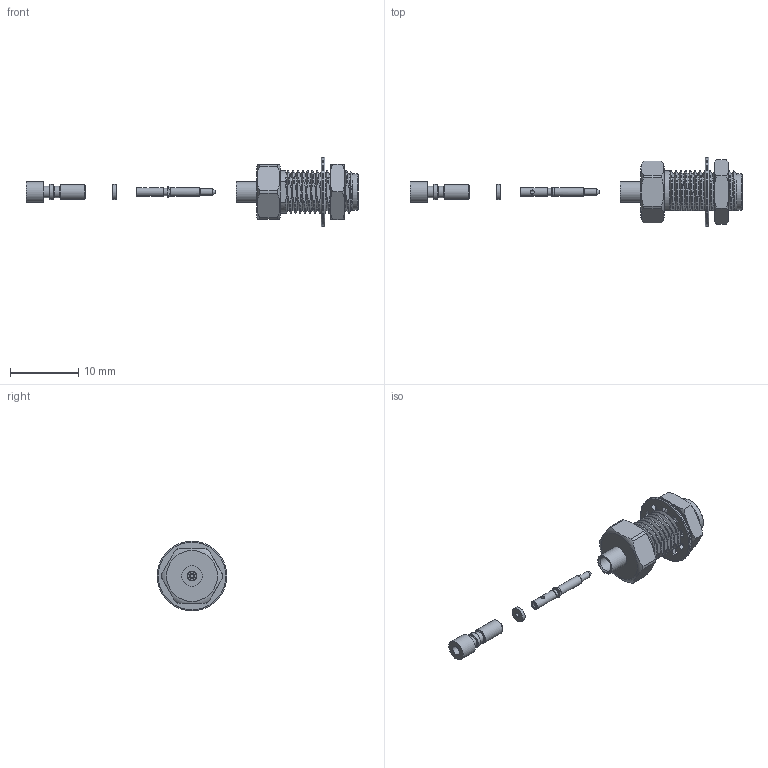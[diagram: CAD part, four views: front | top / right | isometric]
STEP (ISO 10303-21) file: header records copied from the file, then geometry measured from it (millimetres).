
FILE_DESCRIPTION(/* description */ ('Unknown'),/* implementation_level */ '2;1');
FILE_NAME(/* name */ '63026421102220',/* time_stamp */ '2020-07-22T09:09:46+02:00',/* author */ ('Unknown'),/* organization */ ('Unknown'),/* preprocessor_version */ 'ST-DEVELOPER v16.7',/* originating_system */ 'DEX',/* authorisation */ $);
FILE_SCHEMA (('AUTOMOTIVE_DESIGN {1 0 10303 214 3 1 1}'));
Length unit declared in the file: millimetre
Products named in the file (8): 63026421102220; 60326421110420_ConnectorBody; 60326421110420_Insulator; 6032642111xx20_Washer; 60326421102220_Insulator2; 63026421102x20_CenterPin; 60326421102220_Ferrule; 6032642111xx20_Nut
Assembly tree (7 placements, depth 2):
  63026421102220
    60326421110420_ConnectorBody
    60326421110420_Insulator
    6032642111xx20_Washer
    60326421102220_Insulator2
    63026421102x20_CenterPin
    60326421102220_Ferrule
    6032642111xx20_Nut
Bounding box: 48.6 x 10.2 x 10.2 mm (x, y, z)
Volume: 549.8 mm3; surface area: 1391.2 mm2
Topology: 7 solids, 7 shells, 191 faces, 487 edges, 322 vertices
Faces by surface type: plane 84, cylinder 69, torus 20, cone 14, bspline 4
Full cylindrical faces by diameter (mm): 0.4 x1, 0.6 x1, 0.7 x1, 0.922 x1, 1.05 x1, 1.2 x1, 1.27 x2, 1.3 x1, 1.4 x1, 1.7 x2, 2.2 x3, 2.25 x1, 2.3 x1, 3 x2, 4.1 x2, 4.65 x1, 5.34 x1, 10.2 x1
Entity records: 13075 total; most frequent: CARTESIAN_POINT 8702, DIRECTION 836, ORIENTED_EDGE 834, EDGE_CURVE 417, AXIS2_PLACEMENT_3D 341, VERTEX_POINT 300, EDGE_LOOP 263, FACE_BOUND 263
